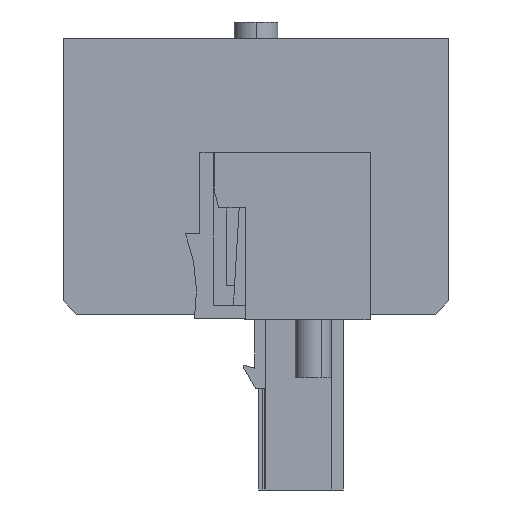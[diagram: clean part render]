
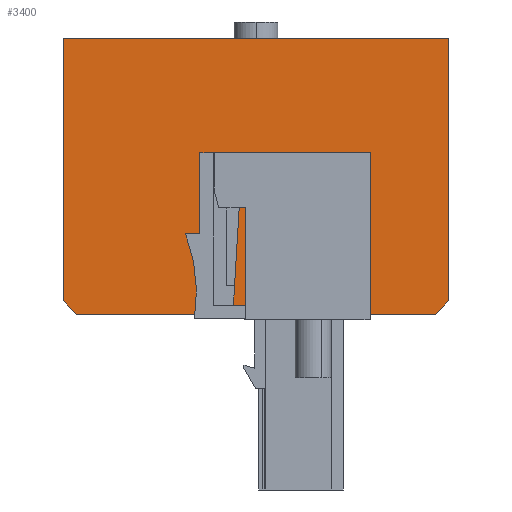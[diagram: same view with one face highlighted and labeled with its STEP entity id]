
A CAD part, left-side view. The second image highlights one B-rep face of the part: STEP entity #3400.
In plain terms, the highlighted planar face has unit normal (-1, 0, 0).
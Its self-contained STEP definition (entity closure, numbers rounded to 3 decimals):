
#3248=AXIS2_PLACEMENT_3D('Plane Axis2P3D',#3245,#3246,#3247) ;
#144=CARTESIAN_POINT('Vertex',(7.32,35.05,41.05)) ;
#147=CARTESIAN_POINT('Line Origine',(7.32,17.525,41.05)) ;
#151=CARTESIAN_POINT('Vertex',(7.32,0.,41.05)) ;
#2137=CARTESIAN_POINT('Line Origine',(7.32,35.05,29.125)) ;
#2141=CARTESIAN_POINT('Vertex',(7.32,35.05,17.2)) ;
#3245=CARTESIAN_POINT('Axis2P3D Location',(7.32,0.,0.)) ;
#3250=CARTESIAN_POINT('Line Origine',(7.32,0.,29.125)) ;
#3254=CARTESIAN_POINT('Vertex',(7.32,0.,17.2)) ;
#3257=CARTESIAN_POINT('Line Origine',(7.32,34.45,16.6)) ;
#3261=CARTESIAN_POINT('Vertex',(7.32,33.85,16.)) ;
#3264=CARTESIAN_POINT('Line Origine',(7.32,26.2,16.)) ;
#3268=CARTESIAN_POINT('Vertex',(7.32,18.55,16.)) ;
#3271=CARTESIAN_POINT('Line Origine',(7.32,18.55,15.75)) ;
#3275=CARTESIAN_POINT('Vertex',(7.32,18.55,15.5)) ;
#3278=CARTESIAN_POINT('Line Origine',(7.32,13.525,15.5)) ;
#3282=CARTESIAN_POINT('Vertex',(7.32,8.5,15.5)) ;
#3285=CARTESIAN_POINT('Line Origine',(7.32,8.5,15.75)) ;
#3289=CARTESIAN_POINT('Vertex',(7.32,8.5,16.)) ;
#3292=CARTESIAN_POINT('Line Origine',(7.32,4.85,16.)) ;
#3296=CARTESIAN_POINT('Vertex',(7.32,1.2,16.)) ;
#3299=CARTESIAN_POINT('Line Origine',(7.32,0.6,16.6)) ;
#3316=CARTESIAN_POINT('Line Origine',(7.32,7.15,23.075)) ;
#3320=CARTESIAN_POINT('Vertex',(7.32,7.15,17.15)) ;
#3322=CARTESIAN_POINT('Vertex',(7.32,7.15,29.)) ;
#3325=CARTESIAN_POINT('Line Origine',(7.32,12.827,17.15)) ;
#3329=CARTESIAN_POINT('Vertex',(7.32,18.503,17.15)) ;
#3332=CARTESIAN_POINT('Line Origine',(7.32,18.503,23.075)) ;
#3336=CARTESIAN_POINT('Vertex',(7.32,18.503,29.)) ;
#3339=CARTESIAN_POINT('Line Origine',(7.32,12.827,29.)) ;
#3350=CARTESIAN_POINT('Line Origine',(7.32,20.31,27.45)) ;
#3354=CARTESIAN_POINT('Vertex',(7.32,20.31,29.2)) ;
#3356=CARTESIAN_POINT('Vertex',(7.32,20.31,25.7)) ;
#3359=CARTESIAN_POINT('Line Origine',(7.32,20.609,25.7)) ;
#3363=CARTESIAN_POINT('Vertex',(7.32,20.908,25.7)) ;
#3366=CARTESIAN_POINT('Line Origine',(7.32,21.109,26.45)) ;
#3370=CARTESIAN_POINT('Vertex',(7.32,21.31,27.2)) ;
#3373=CARTESIAN_POINT('Line Origine',(7.32,21.31,28.95)) ;
#3377=CARTESIAN_POINT('Vertex',(7.32,21.31,30.7)) ;
#3380=CARTESIAN_POINT('Line Origine',(7.32,21.011,30.7)) ;
#3384=CARTESIAN_POINT('Vertex',(7.32,20.712,30.7)) ;
#3387=CARTESIAN_POINT('Line Origine',(7.32,20.511,29.95)) ;
#148=DIRECTION('Vector Direction',(0.,1.,0.)) ;
#2138=DIRECTION('Vector Direction',(0.,0.,-1.)) ;
#3246=DIRECTION('Axis2P3D Direction',(-1.,0.,0.)) ;
#3247=DIRECTION('Axis2P3D XDirection',(0.,0.,1.)) ;
#3251=DIRECTION('Vector Direction',(0.,0.,1.)) ;
#3258=DIRECTION('Vector Direction',(0.,-0.707,-0.707)) ;
#3265=DIRECTION('Vector Direction',(0.,-1.,0.)) ;
#3272=DIRECTION('Vector Direction',(0.,0.,-1.)) ;
#3279=DIRECTION('Vector Direction',(0.,-1.,0.)) ;
#3286=DIRECTION('Vector Direction',(0.,0.,-1.)) ;
#3293=DIRECTION('Vector Direction',(0.,-1.,0.)) ;
#3300=DIRECTION('Vector Direction',(0.,-0.707,0.707)) ;
#3317=DIRECTION('Vector Direction',(0.,0.,1.)) ;
#3326=DIRECTION('Vector Direction',(0.,1.,0.)) ;
#3333=DIRECTION('Vector Direction',(0.,0.,-1.)) ;
#3340=DIRECTION('Vector Direction',(0.,-1.,0.)) ;
#3351=DIRECTION('Vector Direction',(0.,0.,-1.)) ;
#3360=DIRECTION('Vector Direction',(0.,1.,0.)) ;
#3367=DIRECTION('Vector Direction',(0.,-0.259,-0.966)) ;
#3374=DIRECTION('Vector Direction',(0.,0.,1.)) ;
#3381=DIRECTION('Vector Direction',(0.,1.,0.)) ;
#3388=DIRECTION('Vector Direction',(0.,0.259,0.966)) ;
#149=VECTOR('Line Direction',#148,1.) ;
#2139=VECTOR('Line Direction',#2138,1.) ;
#3252=VECTOR('Line Direction',#3251,1.) ;
#3259=VECTOR('Line Direction',#3258,1.) ;
#3266=VECTOR('Line Direction',#3265,1.) ;
#3273=VECTOR('Line Direction',#3272,1.) ;
#3280=VECTOR('Line Direction',#3279,1.) ;
#3287=VECTOR('Line Direction',#3286,1.) ;
#3294=VECTOR('Line Direction',#3293,1.) ;
#3301=VECTOR('Line Direction',#3300,1.) ;
#3318=VECTOR('Line Direction',#3317,1.) ;
#3327=VECTOR('Line Direction',#3326,1.) ;
#3334=VECTOR('Line Direction',#3333,1.) ;
#3341=VECTOR('Line Direction',#3340,1.) ;
#3352=VECTOR('Line Direction',#3351,1.) ;
#3361=VECTOR('Line Direction',#3360,1.) ;
#3368=VECTOR('Line Direction',#3367,1.) ;
#3375=VECTOR('Line Direction',#3374,1.) ;
#3382=VECTOR('Line Direction',#3381,1.) ;
#3389=VECTOR('Line Direction',#3388,1.) ;
#3305=ORIENTED_EDGE('',*,*,#3256,.T.) ;
#3306=ORIENTED_EDGE('',*,*,#153,.T.) ;
#3307=ORIENTED_EDGE('',*,*,#2143,.T.) ;
#3308=ORIENTED_EDGE('',*,*,#3263,.T.) ;
#3309=ORIENTED_EDGE('',*,*,#3270,.T.) ;
#3310=ORIENTED_EDGE('',*,*,#3277,.T.) ;
#3311=ORIENTED_EDGE('',*,*,#3284,.T.) ;
#3312=ORIENTED_EDGE('',*,*,#3291,.T.) ;
#3313=ORIENTED_EDGE('',*,*,#3298,.T.) ;
#3314=ORIENTED_EDGE('',*,*,#3303,.T.) ;
#3345=ORIENTED_EDGE('',*,*,#3324,.F.) ;
#3346=ORIENTED_EDGE('',*,*,#3331,.T.) ;
#3347=ORIENTED_EDGE('',*,*,#3338,.F.) ;
#3348=ORIENTED_EDGE('',*,*,#3343,.F.) ;
#3393=ORIENTED_EDGE('',*,*,#3358,.T.) ;
#3394=ORIENTED_EDGE('',*,*,#3365,.F.) ;
#3395=ORIENTED_EDGE('',*,*,#3372,.T.) ;
#3396=ORIENTED_EDGE('',*,*,#3379,.F.) ;
#3397=ORIENTED_EDGE('',*,*,#3386,.F.) ;
#3398=ORIENTED_EDGE('',*,*,#3391,.T.) ;
#3349=FACE_BOUND('',#3344,.T.) ;
#3399=FACE_BOUND('',#3392,.T.) ;
#3400=ADVANCED_FACE('HOUSING',(#3315,#3349,#3399),#3249,.T.) ;
#153=EDGE_CURVE('',#152,#145,#150,.T.) ;
#2143=EDGE_CURVE('',#145,#2142,#2140,.T.) ;
#3256=EDGE_CURVE('',#3255,#152,#3253,.T.) ;
#3263=EDGE_CURVE('',#2142,#3262,#3260,.T.) ;
#3270=EDGE_CURVE('',#3262,#3269,#3267,.T.) ;
#3277=EDGE_CURVE('',#3269,#3276,#3274,.T.) ;
#3284=EDGE_CURVE('',#3276,#3283,#3281,.T.) ;
#3291=EDGE_CURVE('',#3283,#3290,#3288,.F.) ;
#3298=EDGE_CURVE('',#3290,#3297,#3295,.T.) ;
#3303=EDGE_CURVE('',#3297,#3255,#3302,.T.) ;
#3324=EDGE_CURVE('',#3321,#3323,#3319,.T.) ;
#3331=EDGE_CURVE('',#3321,#3330,#3328,.T.) ;
#3338=EDGE_CURVE('',#3337,#3330,#3335,.T.) ;
#3343=EDGE_CURVE('',#3323,#3337,#3342,.F.) ;
#3358=EDGE_CURVE('',#3355,#3357,#3353,.T.) ;
#3365=EDGE_CURVE('',#3364,#3357,#3362,.F.) ;
#3372=EDGE_CURVE('',#3364,#3371,#3369,.F.) ;
#3379=EDGE_CURVE('',#3378,#3371,#3376,.F.) ;
#3386=EDGE_CURVE('',#3385,#3378,#3383,.T.) ;
#3391=EDGE_CURVE('',#3385,#3355,#3390,.F.) ;
#3304=EDGE_LOOP('',(#3305,#3306,#3307,#3308,#3309,#3310,#3311,#3312,#3313,#3314)) ;
#3344=EDGE_LOOP('',(#3345,#3346,#3347,#3348)) ;
#3392=EDGE_LOOP('',(#3393,#3394,#3395,#3396,#3397,#3398)) ;
#3315=FACE_OUTER_BOUND('',#3304,.T.) ;
#150=LINE('Line',#147,#149) ;
#2140=LINE('Line',#2137,#2139) ;
#3253=LINE('Line',#3250,#3252) ;
#3260=LINE('Line',#3257,#3259) ;
#3267=LINE('Line',#3264,#3266) ;
#3274=LINE('Line',#3271,#3273) ;
#3281=LINE('Line',#3278,#3280) ;
#3288=LINE('Line',#3285,#3287) ;
#3295=LINE('Line',#3292,#3294) ;
#3302=LINE('Line',#3299,#3301) ;
#3319=LINE('Line',#3316,#3318) ;
#3328=LINE('Line',#3325,#3327) ;
#3335=LINE('Line',#3332,#3334) ;
#3342=LINE('Line',#3339,#3341) ;
#3353=LINE('Line',#3350,#3352) ;
#3362=LINE('Line',#3359,#3361) ;
#3369=LINE('Line',#3366,#3368) ;
#3376=LINE('Line',#3373,#3375) ;
#3383=LINE('Line',#3380,#3382) ;
#3390=LINE('Line',#3387,#3389) ;
#3249=PLANE('',#3248) ;
#145=VERTEX_POINT('',#144) ;
#152=VERTEX_POINT('',#151) ;
#2142=VERTEX_POINT('',#2141) ;
#3255=VERTEX_POINT('',#3254) ;
#3262=VERTEX_POINT('',#3261) ;
#3269=VERTEX_POINT('',#3268) ;
#3276=VERTEX_POINT('',#3275) ;
#3283=VERTEX_POINT('',#3282) ;
#3290=VERTEX_POINT('',#3289) ;
#3297=VERTEX_POINT('',#3296) ;
#3321=VERTEX_POINT('',#3320) ;
#3323=VERTEX_POINT('',#3322) ;
#3330=VERTEX_POINT('',#3329) ;
#3337=VERTEX_POINT('',#3336) ;
#3355=VERTEX_POINT('',#3354) ;
#3357=VERTEX_POINT('',#3356) ;
#3364=VERTEX_POINT('',#3363) ;
#3371=VERTEX_POINT('',#3370) ;
#3378=VERTEX_POINT('',#3377) ;
#3385=VERTEX_POINT('',#3384) ;
